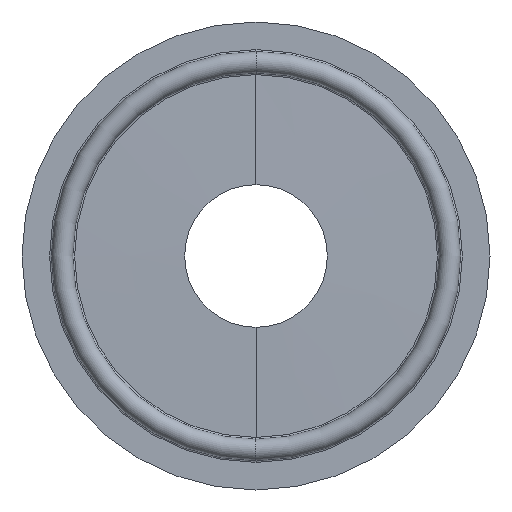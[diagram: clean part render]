
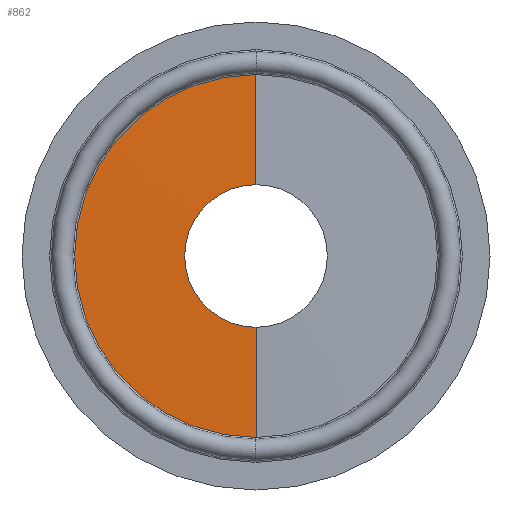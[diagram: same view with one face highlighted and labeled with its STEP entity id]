
A CAD part, left-side view. The second image highlights one B-rep face of the part: STEP entity #862.
In plain terms, the highlighted conical face has half-angle 89 degrees and reference radius 20.55 mm.
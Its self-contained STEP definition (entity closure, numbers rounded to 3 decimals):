
#8 = LINE ( 'NONE', #763, #590 ) ;
#36 = CARTESIAN_POINT ( 'NONE',  ( -0.831, 0., -20.55 ) ) ;
#100 = EDGE_LOOP ( 'NONE', ( #348, #706, #270, #337 ) ) ;
#116 = DIRECTION ( 'NONE',  ( 0.017, 0., -1. ) ) ;
#140 = VERTEX_POINT ( 'NONE', #232 ) ;
#149 = DIRECTION ( 'NONE',  ( 0.017, 0., 1. ) ) ;
#163 = CIRCLE ( 'NONE', #795, 8. ) ;
#226 = CARTESIAN_POINT ( 'NONE',  ( -1.05, 0., 0. ) ) ;
#232 = CARTESIAN_POINT ( 'NONE',  ( -0.834, 0., -20.347 ) ) ;
#261 = CARTESIAN_POINT ( 'NONE',  ( -0.834, 0., 0. ) ) ;
#270 = ORIENTED_EDGE ( 'NONE', *, *, #408, .T. ) ;
#274 = DIRECTION ( 'NONE',  ( 0., 0., 1. ) ) ;
#280 = DIRECTION ( 'NONE',  ( -1., 0., 0. ) ) ;
#337 = ORIENTED_EDGE ( 'NONE', *, *, #528, .F. ) ;
#348 = ORIENTED_EDGE ( 'NONE', *, *, #392, .F. ) ;
#392 = EDGE_CURVE ( 'NONE', #530, #690, #163, .T. ) ;
#408 = EDGE_CURVE ( 'NONE', #576, #140, #662, .T. ) ;
#437 = LINE ( 'NONE', #36, #698 ) ;
#447 = EDGE_CURVE ( 'NONE', #530, #576, #8, .T. ) ;
#451 = CARTESIAN_POINT ( 'NONE',  ( -1.05, 0., -8. ) ) ;
#466 = AXIS2_PLACEMENT_3D ( 'NONE', #261, #699, #815 ) ;
#480 = DIRECTION ( 'NONE',  ( 0., 0., -1. ) ) ;
#491 = DIRECTION ( 'NONE',  ( 1., 0., 0. ) ) ;
#528 = EDGE_CURVE ( 'NONE', #690, #140, #437, .T. ) ;
#530 = VERTEX_POINT ( 'NONE', #721 ) ;
#551 = FACE_OUTER_BOUND ( 'NONE', #100, .T. ) ;
#576 = VERTEX_POINT ( 'NONE', #800 ) ;
#590 = VECTOR ( 'NONE', #149, 1000. ) ;
#662 = CIRCLE ( 'NONE', #466, 20.347 ) ;
#690 = VERTEX_POINT ( 'NONE', #451 ) ;
#698 = VECTOR ( 'NONE', #116, 1000. ) ;
#699 = DIRECTION ( 'NONE',  ( -1., 0., 0. ) ) ;
#706 = ORIENTED_EDGE ( 'NONE', *, *, #447, .T. ) ;
#721 = CARTESIAN_POINT ( 'NONE',  ( -1.05, 0., 8. ) ) ;
#763 = CARTESIAN_POINT ( 'NONE',  ( -0.831, 0., 20.55 ) ) ;
#795 = AXIS2_PLACEMENT_3D ( 'NONE', #226, #280, #274 ) ;
#800 = CARTESIAN_POINT ( 'NONE',  ( -0.834, 0., 20.347 ) ) ;
#815 = DIRECTION ( 'NONE',  ( 0., 0., -1. ) ) ;
#832 = CARTESIAN_POINT ( 'NONE',  ( -0.831, 0., 0. ) ) ;
#862 = ADVANCED_FACE ( 'NONE', ( #551 ), #906, .T. ) ;
#878 = AXIS2_PLACEMENT_3D ( 'NONE', #832, #491, #480 ) ;
#906 = CONICAL_SURFACE ( 'NONE', #878, 20.55, 1.553 ) ;
